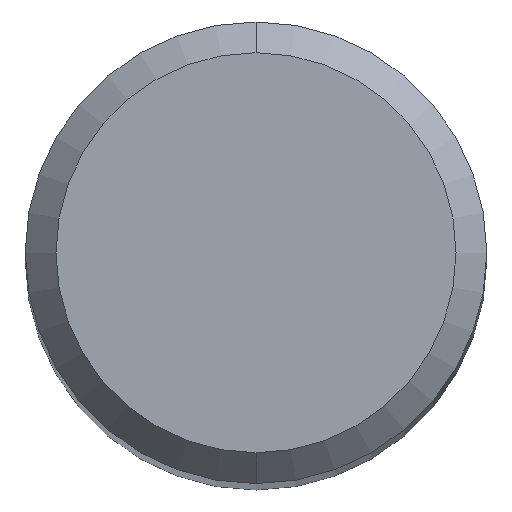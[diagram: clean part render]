
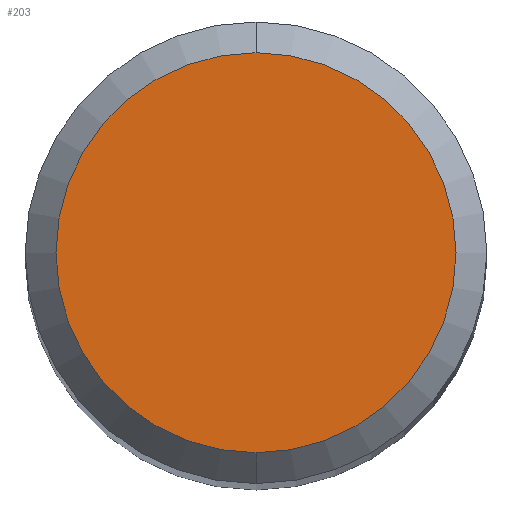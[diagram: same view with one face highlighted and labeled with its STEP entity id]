
A CAD part, top view. The second image highlights one B-rep face of the part: STEP entity #203.
In plain terms, the highlighted planar face has unit normal (0, 0, 1).
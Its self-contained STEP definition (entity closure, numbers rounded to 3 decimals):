
#103=VERTEX_POINT('',#254);
#113=VERTEX_POINT('',#265);
#203=ADVANCED_FACE('',(#368),#369,.T.);
#209=EDGE_CURVE('',#103,#113,#375,.T.);
#225=EDGE_CURVE('',#113,#103,#393,.T.);
#254=CARTESIAN_POINT('',(0.0,2.6,0.0));
#265=CARTESIAN_POINT('',(0.,-2.6,0.0));
#368=FACE_OUTER_BOUND('',#562,.T.);
#369=PLANE('',#563);
#375=CIRCLE('',#571,2.6);
#393=CIRCLE('',#594,2.6);
#562=EDGE_LOOP('',(#749,#750));
#563=AXIS2_PLACEMENT_3D('',#751,#752,#753);
#571=AXIS2_PLACEMENT_3D('',#757,#758,#759);
#594=AXIS2_PLACEMENT_3D('',#787,#788,#789);
#749=ORIENTED_EDGE('',*,*,#209,.F.);
#750=ORIENTED_EDGE('',*,*,#225,.F.);
#751=CARTESIAN_POINT('',(0.0,1.3,0.0));
#752=DIRECTION('',(-0.0,0.0,1.0));
#753=DIRECTION('',(0.0,-1.0,0.0));
#757=CARTESIAN_POINT('',(0.0,0.0,0.0));
#758=DIRECTION('',(0.0,0.0,-1.0));
#759=DIRECTION('',(0.0,1.0,0.0));
#787=CARTESIAN_POINT('',(0.0,0.0,0.0));
#788=DIRECTION('',(0.0,0.0,-1.0));
#789=DIRECTION('',(0.0,1.0,0.0));
